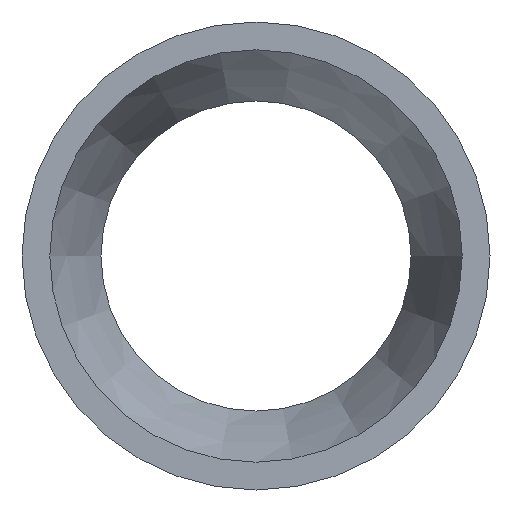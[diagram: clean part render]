
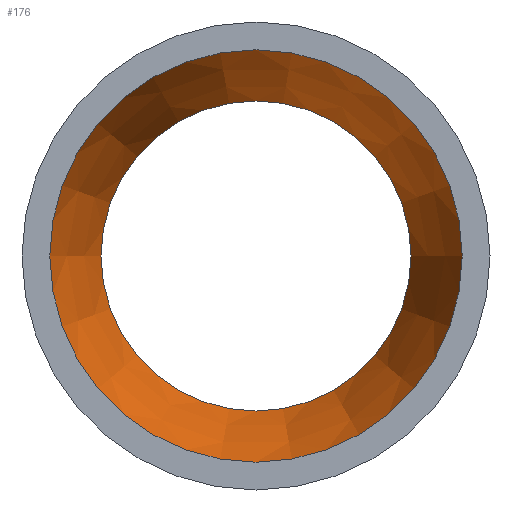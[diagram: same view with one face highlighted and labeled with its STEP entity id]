
A CAD part, left-side view. The second image highlights one B-rep face of the part: STEP entity #176.
In plain terms, the highlighted conical face has half-angle 18.939 degrees and reference radius 61.75 mm.
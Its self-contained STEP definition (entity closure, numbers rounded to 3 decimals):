
#128=CARTESIAN_POINT('',(160.415,53.,0.));
#129=VERTEX_POINT('',#128);
#136=CARTESIAN_POINT('',(160.415,0.,0.));
#137=DIRECTION('',(1.,0.,0.));
#138=DIRECTION('',(0.,1.,0.));
#139=AXIS2_PLACEMENT_3D('',#136,#137,#138);
#140=CIRCLE('',#139,53.);
#141=EDGE_CURVE('',#129,#129,#140,.T.);
#152=ORIENTED_EDGE('',*,*,#141,.T.);
#153=CARTESIAN_POINT('',(109.415,70.5,0.));
#154=VERTEX_POINT('',#153);
#155=CARTESIAN_POINT('',(134.915,61.75,0.));
#156=DIRECTION('',(0.946,-0.325,0.));
#157=VECTOR('',#156,61.75);
#158=LINE('',#155,#157);
#159=EDGE_CURVE('',#154,#129,#158,.T.);
#160=ORIENTED_EDGE('',*,*,#159,.F.);
#161=CARTESIAN_POINT('',(109.415,0.,0.));
#162=DIRECTION('',(1.,0.,0.));
#163=DIRECTION('',(0.,1.,0.));
#164=AXIS2_PLACEMENT_3D('',#161,#162,#163);
#165=CIRCLE('',#164,70.5);
#166=EDGE_CURVE('',#154,#154,#165,.T.);
#167=ORIENTED_EDGE('',*,*,#166,.F.);
#168=ORIENTED_EDGE('',*,*,#159,.T.);
#169=EDGE_LOOP('',(#152,#160,#167,#168));
#170=FACE_OUTER_BOUND('',#169,.T.);
#171=CARTESIAN_POINT('',(134.915,0.,0.));
#172=DIRECTION('',(-1.,0.,0.));
#173=DIRECTION('',(0.,1.,0.));
#174=AXIS2_PLACEMENT_3D('',#171,#172,#173);
#175=CONICAL_SURFACE('',#174,61.75,0.331);
#176=ADVANCED_FACE('',(#170),#175,.F.);
